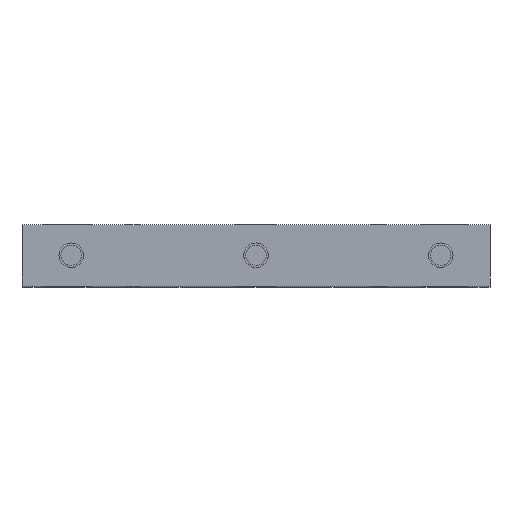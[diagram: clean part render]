
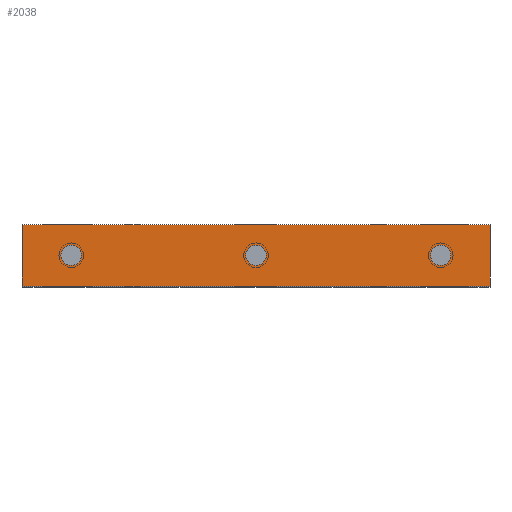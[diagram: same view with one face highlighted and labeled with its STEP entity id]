
A CAD part, top view. The second image highlights one B-rep face of the part: STEP entity #2038.
In plain terms, the highlighted planar face has unit normal (0, 0, 1).
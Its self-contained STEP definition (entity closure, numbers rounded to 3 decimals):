
#20=DIRECTION('',(1.,0.,0.));
#21=VECTOR('',#20,114.);
#22=CARTESIAN_POINT('',(-57.,0.,140.));
#23=LINE('',#22,#21);
#315=DIRECTION('',(1.,0.,0.));
#316=VECTOR('',#315,114.);
#317=CARTESIAN_POINT('',(-57.,15.,140.));
#318=LINE('',#317,#316);
#579=DIRECTION('',(0.,1.,0.));
#580=VECTOR('',#579,15.);
#581=CARTESIAN_POINT('',(57.,0.,140.));
#582=LINE('',#581,#580);
#603=DIRECTION('',(0.,1.,0.));
#604=VECTOR('',#603,15.);
#605=CARTESIAN_POINT('',(-57.,0.,140.));
#606=LINE('',#605,#604);
#607=CARTESIAN_POINT('',(0.,7.5,140.));
#608=DIRECTION('',(0.,0.,1.));
#609=DIRECTION('',(0.,1.,0.));
#610=AXIS2_PLACEMENT_3D('',#607,#608,#609);
#612=CARTESIAN_POINT('',(0.,7.5,140.));
#613=DIRECTION('',(0.,0.,1.));
#614=DIRECTION('',(0.,-1.,0.));
#615=AXIS2_PLACEMENT_3D('',#612,#613,#614);
#617=CARTESIAN_POINT('',(-45.,7.5,140.));
#618=DIRECTION('',(0.,0.,1.));
#619=DIRECTION('',(0.,1.,0.));
#620=AXIS2_PLACEMENT_3D('',#617,#618,#619);
#622=CARTESIAN_POINT('',(-45.,7.5,140.));
#623=DIRECTION('',(0.,0.,1.));
#624=DIRECTION('',(0.,-1.,0.));
#625=AXIS2_PLACEMENT_3D('',#622,#623,#624);
#627=CARTESIAN_POINT('',(45.,7.5,140.));
#628=DIRECTION('',(0.,0.,1.));
#629=DIRECTION('',(0.,1.,0.));
#630=AXIS2_PLACEMENT_3D('',#627,#628,#629);
#632=CARTESIAN_POINT('',(45.,7.5,140.));
#633=DIRECTION('',(0.,0.,1.));
#634=DIRECTION('',(0.,-1.,0.));
#635=AXIS2_PLACEMENT_3D('',#632,#633,#634);
#1203=CARTESIAN_POINT('',(-57.,0.,140.));
#1204=VERTEX_POINT('',#1203);
#1205=CARTESIAN_POINT('',(57.,0.,140.));
#1206=VERTEX_POINT('',#1205);
#1215=CARTESIAN_POINT('',(-57.,15.,140.));
#1216=VERTEX_POINT('',#1215);
#1217=CARTESIAN_POINT('',(57.,15.,140.));
#1218=VERTEX_POINT('',#1217);
#1243=CARTESIAN_POINT('',(0.,10.,140.));
#1244=CARTESIAN_POINT('',(0.,5.,140.));
#1245=VERTEX_POINT('',#1243);
#1246=VERTEX_POINT('',#1244);
#1247=CARTESIAN_POINT('',(-45.,10.,140.));
#1248=CARTESIAN_POINT('',(-45.,5.,140.));
#1249=VERTEX_POINT('',#1247);
#1250=VERTEX_POINT('',#1248);
#1251=CARTESIAN_POINT('',(45.,10.,140.));
#1252=CARTESIAN_POINT('',(45.,5.,140.));
#1253=VERTEX_POINT('',#1251);
#1254=VERTEX_POINT('',#1252);
#2008=CARTESIAN_POINT('',(-57.,0.,140.));
#2009=DIRECTION('',(0.,0.,1.));
#2010=DIRECTION('',(1.,0.,0.));
#2011=AXIS2_PLACEMENT_3D('',#2008,#2009,#2010);
#2012=PLANE('',#2011);
#2013=ORIENTED_EDGE('',*,*,#1568,.F.);
#2015=ORIENTED_EDGE('',*,*,#2014,.T.);
#2016=ORIENTED_EDGE('',*,*,#1810,.T.);
#2017=ORIENTED_EDGE('',*,*,#1989,.F.);
#2018=EDGE_LOOP('',(#2013,#2015,#2016,#2017));
#2019=FACE_OUTER_BOUND('',#2018,.F.);
#2021=ORIENTED_EDGE('',*,*,#2020,.T.);
#2023=ORIENTED_EDGE('',*,*,#2022,.T.);
#2024=EDGE_LOOP('',(#2021,#2023));
#2025=FACE_BOUND('',#2024,.F.);
#2027=ORIENTED_EDGE('',*,*,#2026,.T.);
#2029=ORIENTED_EDGE('',*,*,#2028,.T.);
#2030=EDGE_LOOP('',(#2027,#2029));
#2031=FACE_BOUND('',#2030,.F.);
#2033=ORIENTED_EDGE('',*,*,#2032,.T.);
#2035=ORIENTED_EDGE('',*,*,#2034,.T.);
#2036=EDGE_LOOP('',(#2033,#2035));
#2037=FACE_BOUND('',#2036,.F.);
#2038=ADVANCED_FACE('',(#2019,#2025,#2031,#2037),#2012,.T.);
#611=CIRCLE('',#610,2.5);
#616=CIRCLE('',#615,2.5);
#621=CIRCLE('',#620,2.5);
#626=CIRCLE('',#625,2.5);
#631=CIRCLE('',#630,2.5);
#636=CIRCLE('',#635,2.5);
#1568=EDGE_CURVE('',#1204,#1206,#23,.T.);
#1810=EDGE_CURVE('',#1216,#1218,#318,.T.);
#1989=EDGE_CURVE('',#1206,#1218,#582,.T.);
#2014=EDGE_CURVE('',#1204,#1216,#606,.T.);
#2020=EDGE_CURVE('',#1245,#1246,#611,.T.);
#2022=EDGE_CURVE('',#1246,#1245,#616,.T.);
#2026=EDGE_CURVE('',#1249,#1250,#621,.T.);
#2028=EDGE_CURVE('',#1250,#1249,#626,.T.);
#2032=EDGE_CURVE('',#1253,#1254,#631,.T.);
#2034=EDGE_CURVE('',#1254,#1253,#636,.T.);
